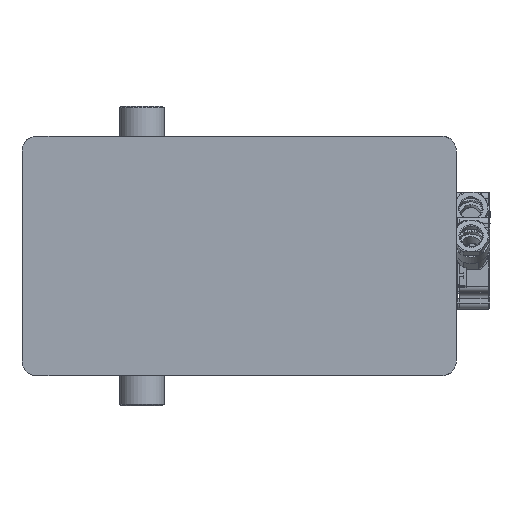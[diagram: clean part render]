
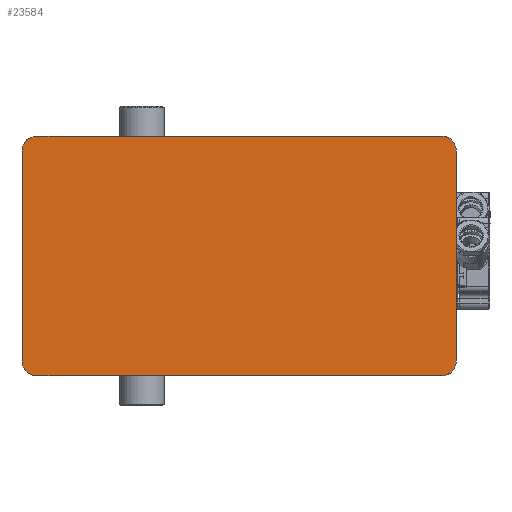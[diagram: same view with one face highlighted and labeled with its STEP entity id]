
A CAD part, front view. The second image highlights one B-rep face of the part: STEP entity #23584.
In plain terms, the highlighted face is planar.
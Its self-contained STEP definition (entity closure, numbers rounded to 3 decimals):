
#1881 = EDGE_CURVE ( 'NONE', #32693, #10452, #67504, .T. ) ;
#2260 = VECTOR ( 'NONE', #50289, 1000. ) ;
#4050 = VERTEX_POINT ( 'NONE', #31435 ) ;
#5221 = VERTEX_POINT ( 'NONE', #13682 ) ;
#5599 = DIRECTION ( 'NONE',  ( 1., 0., 0. ) ) ;
#5619 = CARTESIAN_POINT ( 'NONE',  ( 35., -105.002, -56. ) ) ;
#5640 = VECTOR ( 'NONE', #5599, 1000. ) ;
#6174 = ORIENTED_EDGE ( 'NONE', *, *, #65889, .T. ) ;
#6547 = CARTESIAN_POINT ( 'NONE',  ( 35., 35., -56. ) ) ;
#7312 = CARTESIAN_POINT ( 'NONE',  ( 40.002, -100., -56. ) ) ;
#9085 = DIRECTION ( 'NONE',  ( -1., 0., 0. ) ) ;
#9983 = EDGE_LOOP ( 'NONE', ( #44657, #6174, #21049, #38984, #30117, #62242, #45130, #46024 ) ) ;
#10452 = VERTEX_POINT ( 'NONE', #15783 ) ;
#10802 = FACE_OUTER_BOUND ( 'NONE', #9983, .T. ) ;
#12211 = DIRECTION ( 'NONE',  ( 0., 0., -1. ) ) ;
#13682 = CARTESIAN_POINT ( 'NONE',  ( -35., 40.002, -56. ) ) ;
#14072 = CIRCLE ( 'NONE', #20997, 5.002 ) ;
#14088 = VERTEX_POINT ( 'NONE', #47289 ) ;
#15783 = CARTESIAN_POINT ( 'NONE',  ( 40.002, 35., -56. ) ) ;
#16301 = CARTESIAN_POINT ( 'NONE',  ( 35., -100., -56. ) ) ;
#20997 = AXIS2_PLACEMENT_3D ( 'NONE', #42616, #59017, #9085 ) ;
#21049 = ORIENTED_EDGE ( 'NONE', *, *, #1881, .T. ) ;
#23584 = ADVANCED_FACE ( 'NONE', ( #10802 ), #33027, .T. ) ;
#28813 = LINE ( 'NONE', #44895, #61594 ) ;
#30117 = ORIENTED_EDGE ( 'NONE', *, *, #43357, .T. ) ;
#31377 = CARTESIAN_POINT ( 'NONE',  ( -40.002, -100., -56. ) ) ;
#31435 = CARTESIAN_POINT ( 'NONE',  ( -40.002, 35., -56. ) ) ;
#32514 = CARTESIAN_POINT ( 'NONE',  ( -35., 40.002, -56. ) ) ;
#32693 = VERTEX_POINT ( 'NONE', #59892 ) ;
#32702 = DIRECTION ( 'NONE',  ( -1., 0., 0. ) ) ;
#33027 = PLANE ( 'NONE',  #36262 ) ;
#33177 = EDGE_CURVE ( 'NONE', #58798, #4050, #28813, .T. ) ;
#33965 = LINE ( 'NONE', #32514, #5640 ) ;
#35317 = DIRECTION ( 'NONE',  ( 0., 0., -1. ) ) ;
#36262 = AXIS2_PLACEMENT_3D ( 'NONE', #49790, #71266, #44369 ) ;
#36818 = EDGE_CURVE ( 'NONE', #38309, #14088, #39134, .T. ) ;
#37311 = DIRECTION ( 'NONE',  ( 0., 0., -1. ) ) ;
#37377 = VERTEX_POINT ( 'NONE', #7312 ) ;
#37820 = CIRCLE ( 'NONE', #70353, 5.002 ) ;
#38309 = VERTEX_POINT ( 'NONE', #58409 ) ;
#38984 = ORIENTED_EDGE ( 'NONE', *, *, #50120, .T. ) ;
#39134 = LINE ( 'NONE', #5619, #51278 ) ;
#42085 = DIRECTION ( 'NONE',  ( -1., 0., 0. ) ) ;
#42616 = CARTESIAN_POINT ( 'NONE',  ( -35., 35., -56. ) ) ;
#43357 = EDGE_CURVE ( 'NONE', #37377, #38309, #37820, .T. ) ;
#44134 = EDGE_CURVE ( 'NONE', #14088, #58798, #61136, .T. ) ;
#44369 = DIRECTION ( 'NONE',  ( -1., 0., 0. ) ) ;
#44657 = ORIENTED_EDGE ( 'NONE', *, *, #52477, .T. ) ;
#44877 = AXIS2_PLACEMENT_3D ( 'NONE', #48244, #37311, #42085 ) ;
#44881 = LINE ( 'NONE', #60876, #2260 ) ;
#44895 = CARTESIAN_POINT ( 'NONE',  ( -40.002, -100., -56. ) ) ;
#45130 = ORIENTED_EDGE ( 'NONE', *, *, #44134, .T. ) ;
#45967 = DIRECTION ( 'NONE',  ( 0., 1., 0. ) ) ;
#46024 = ORIENTED_EDGE ( 'NONE', *, *, #33177, .T. ) ;
#47289 = CARTESIAN_POINT ( 'NONE',  ( -35., -105.002, -56. ) ) ;
#48244 = CARTESIAN_POINT ( 'NONE',  ( -35., -100., -56. ) ) ;
#49790 = CARTESIAN_POINT ( 'NONE',  ( -35., 35., -56. ) ) ;
#49989 = AXIS2_PLACEMENT_3D ( 'NONE', #6547, #35317, #57533 ) ;
#50120 = EDGE_CURVE ( 'NONE', #10452, #37377, #44881, .T. ) ;
#50289 = DIRECTION ( 'NONE',  ( 0., -1., 0. ) ) ;
#51278 = VECTOR ( 'NONE', #55146, 1000. ) ;
#52477 = EDGE_CURVE ( 'NONE', #4050, #5221, #14072, .T. ) ;
#55146 = DIRECTION ( 'NONE',  ( -1., 0., 0. ) ) ;
#57533 = DIRECTION ( 'NONE',  ( -1., 0., 0. ) ) ;
#58409 = CARTESIAN_POINT ( 'NONE',  ( 35., -105.002, -56. ) ) ;
#58798 = VERTEX_POINT ( 'NONE', #31377 ) ;
#59017 = DIRECTION ( 'NONE',  ( 0., 0., -1. ) ) ;
#59892 = CARTESIAN_POINT ( 'NONE',  ( 35., 40.002, -56. ) ) ;
#60876 = CARTESIAN_POINT ( 'NONE',  ( 40.002, 35., -56. ) ) ;
#61136 = CIRCLE ( 'NONE', #44877, 5.002 ) ;
#61594 = VECTOR ( 'NONE', #45967, 1000. ) ;
#62242 = ORIENTED_EDGE ( 'NONE', *, *, #36818, .T. ) ;
#65889 = EDGE_CURVE ( 'NONE', #5221, #32693, #33965, .T. ) ;
#67504 = CIRCLE ( 'NONE', #49989, 5.002 ) ;
#70353 = AXIS2_PLACEMENT_3D ( 'NONE', #16301, #12211, #32702 ) ;
#71266 = DIRECTION ( 'NONE',  ( 0., 0., -1. ) ) ;
